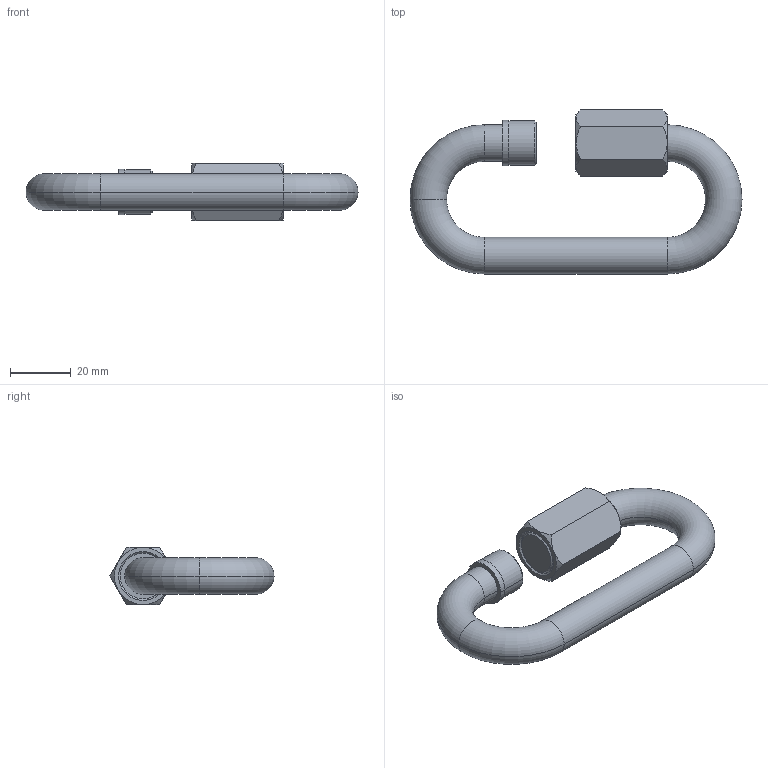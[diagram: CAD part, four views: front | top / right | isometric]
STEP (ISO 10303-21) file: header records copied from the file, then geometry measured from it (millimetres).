
FILE_DESCRIPTION (( 'STEP AP203' ), '1' );
FILE_NAME ('T23510.STEP', '2018-07-17T08:32:39', ( '' ), ( '' ), 'SwSTEP 2.0', 'SolidWorks 2016', '' );
FILE_SCHEMA (( 'CONFIG_CONTROL_DESIGN' ));
Length unit declared in the file: millimetre
Products named in the file (1): T23510
Bounding box: 109 x 53.85 x 18.8 mm (x, y, z)
Volume: 30141.9 mm3; surface area: 12560.5 mm2
Topology: 2 solids, 2 shells, 45 faces, 100 edges, 62 vertices
Faces by surface type: cylinder 14, plane 13, cone 12, torus 6
Entity records: 1461 total; most frequent: CARTESIAN_POINT 368, DIRECTION 228, ORIENTED_EDGE 200, EDGE_CURVE 100, AXIS2_PLACEMENT_3D 98, VERTEX_POINT 62, CIRCLE 52, EDGE_LOOP 50
